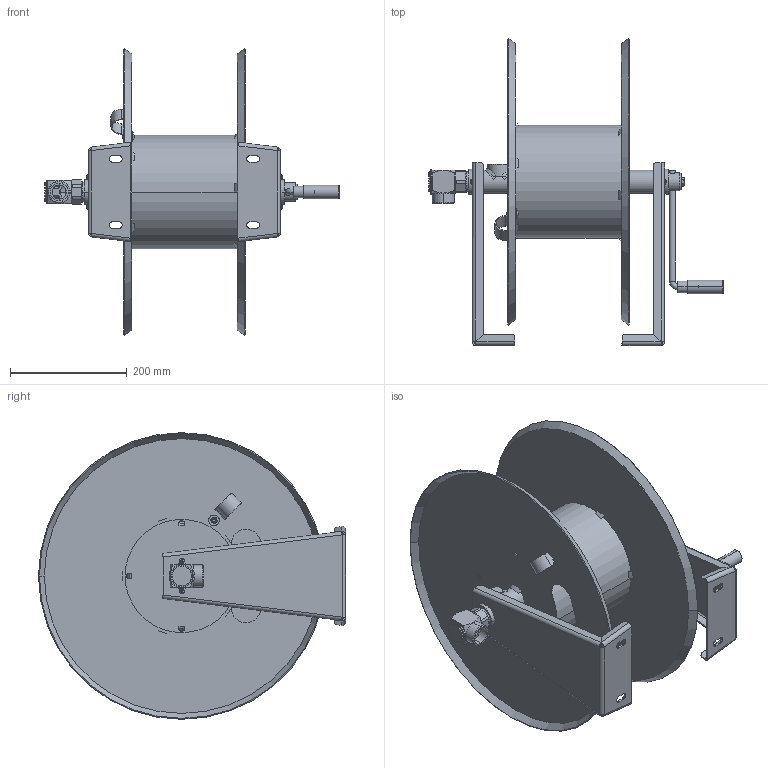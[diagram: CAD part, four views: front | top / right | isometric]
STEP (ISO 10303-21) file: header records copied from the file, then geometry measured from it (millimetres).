
FILE_DESCRIPTION((''),'2;1');
FILE_NAME('342_020_M_ASM','2019-12-12T',('CAD-01'),('CDM'),'PRO/ENGINEER BY PARAMETRIC TECHNOLOGY CORPORATION, 2015030','PRO/ENGINEER BY PARAMETRIC TECHNOLOGY CORPORATION, 2015030','');
FILE_SCHEMA(('CONFIG_CONTROL_DESIGN'));
Length unit declared in the file: millimetre
Products named in the file (1): 342_020_M_ASM
Bounding box: 503.2 x 525 x 490 mm (x, y, z)
Surface area: 1229098.8 mm2 (no closed solid volume)
Topology: 0 solids, 48 shells, 399 faces, 1310 edges, 931 vertices
Faces by surface type: plane 154, cylinder 124, cone 82, bspline 23, sphere 10, torus 6
Entity records: 25882 total; most frequent: CARTESIAN_POINT 6647, DIRECTION 2414, ORIENTED_EDGE 2073, PRESENTATION_STYLE_ASSIGNMENT 1696, STYLED_ITEM 1331, CURVE_STYLE 1302, EDGE_CURVE 1302, VERTEX_POINT 931
